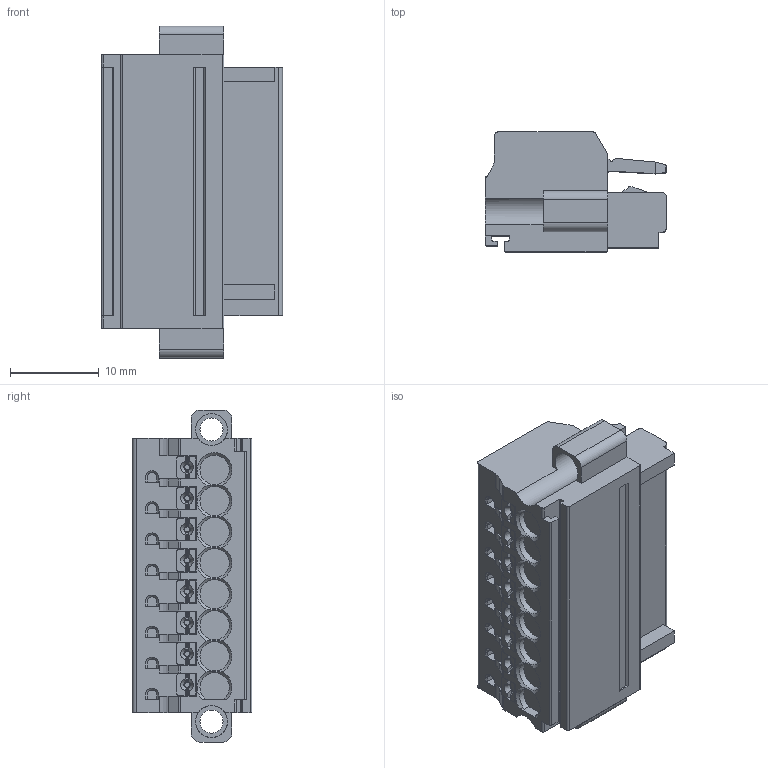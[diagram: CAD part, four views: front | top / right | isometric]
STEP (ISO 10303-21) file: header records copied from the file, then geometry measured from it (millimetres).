
FILE_DESCRIPTION(/* description */ ('STEP AP214'),/* implementation_level */ '2;1');
FILE_NAME(/* name */ '2734-108_107-000',/* time_stamp */ '2024-10-25T10:06:45+02:00',/* author */ ('License CC BY-ND 4.0'),/* organization */ ('CADENAS'),/* preprocessor_version */ 'ST-DEVELOPER v19.3',/* originating_system */ 'PARTsolutions',/* authorisation */ ' ');
FILE_SCHEMA (('AUTOMOTIVE_DESIGN {1 0 10303 214 3 1 1}'));
Length unit declared in the file: millimetre
Products named in the file (1): 2734-108/107-000
Bounding box: 20.4 x 13.5 x 37.4 mm (x, y, z)
Volume: 6332.6 mm3; surface area: 3857.3 mm2
Topology: 1 solids, 1 shells, 738 faces, 1994 edges, 1303 vertices
Faces by surface type: plane 443, cylinder 231, cone 48, torus 16
Full cylindrical faces by diameter (mm): 1.3 x8, 2.6 x2, 3.3 x7, 3.6 x2
Entity records: 28145 total; most frequent: CARTESIAN_POINT 4306, ORIENTED_EDGE 3902, DIRECTION 3843, EDGE_CURVE 1951, LINE 1327, VECTOR 1327, VERTEX_POINT 1294, AXIS2_PLACEMENT_3D 1258
